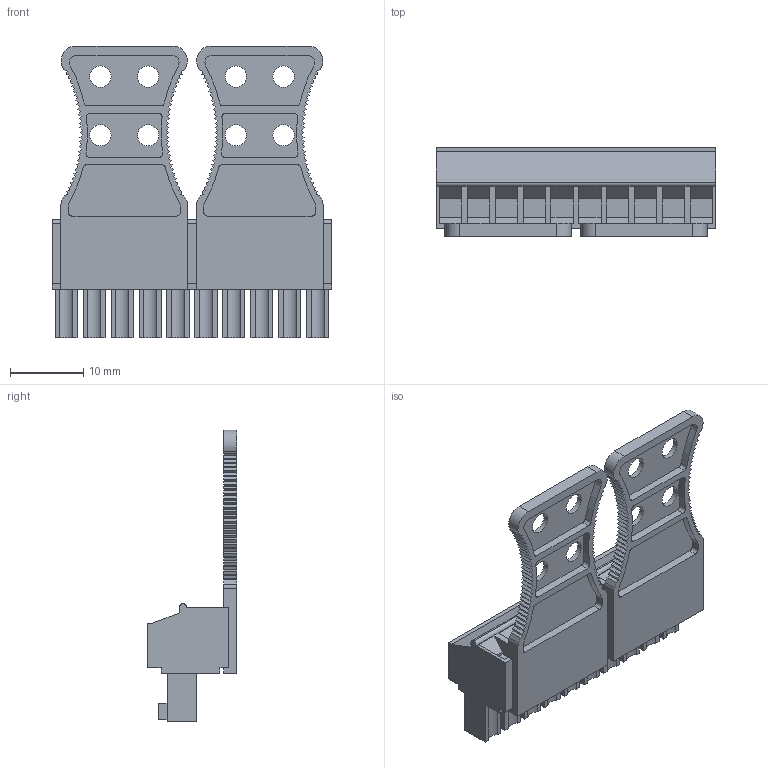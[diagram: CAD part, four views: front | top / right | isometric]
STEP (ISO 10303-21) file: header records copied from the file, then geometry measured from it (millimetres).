
FILE_DESCRIPTION(('CATIA V5 STEP Exchange','CAx-IF Rec.Pracs.--- Model Styling and Organization---1.2---2011-12-15'),'2;1');
FILE_NAME ('D1448173_0_1072010000_1072010000.stp','2018-09-19T12:14:09+00:00',('none'),('Weidmueller'),'CATIA Version 5-6 Release 2014','CATIA V5 STEP AP214','none');
FILE_SCHEMA(('AUTOMOTIVE_DESIGN { 1 0 10303 214 1 1 1 1 }'));
Length unit declared in the file: millimetre
Products named in the file (1): 1072010000
Bounding box: 38.1 x 12.2 x 39.75 mm (x, y, z)
Volume: 4709.6 mm3; surface area: 5914.1 mm2
Topology: 3 solids, 3 shells, 645 faces, 1775 edges, 1182 vertices
Faces by surface type: plane 511, cylinder 114, cone 20
Entity records: 19071 total; most frequent: ORIENTED_EDGE 3550, CARTESIAN_POINT 3394, DIRECTION 2647, EDGE_CURVE 1775, VECTOR 1507, LINE 1507, VERTEX_POINT 1182, EDGE_LOOP 707
